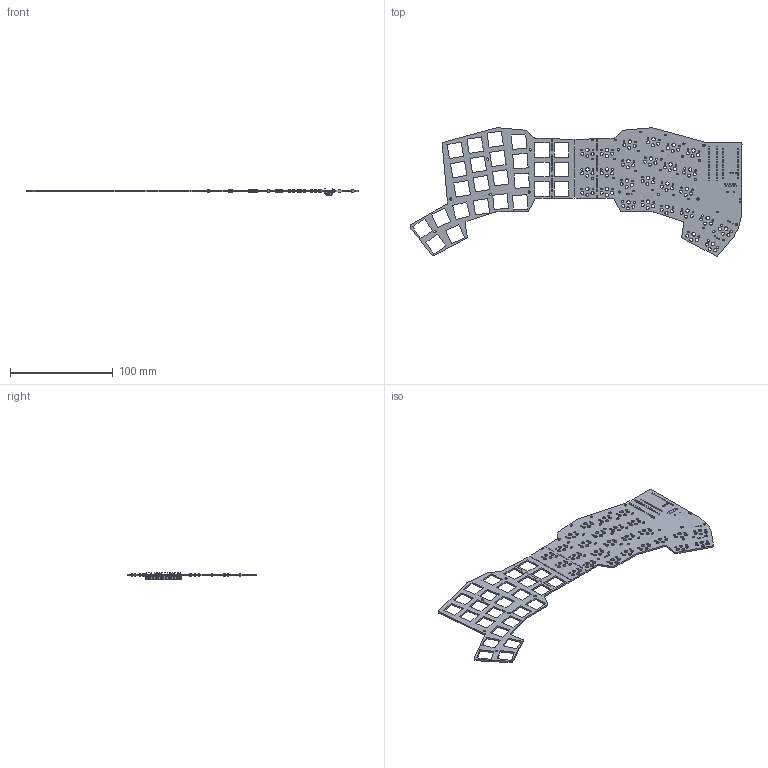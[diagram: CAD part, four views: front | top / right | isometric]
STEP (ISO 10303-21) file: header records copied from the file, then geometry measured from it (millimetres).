
FILE_DESCRIPTION(('KiCad electronic assembly'),'2;1');
FILE_NAME('voltacity_26x2.step','2024-07-12T16:44:45',('Pcbnew'),( 'Kicad'),'Open CASCADE STEP processor 7.8','KiCad to STEP converter' ,'Unknown');
FILE_SCHEMA(('AUTOMOTIVE_DESIGN { 1 0 10303 214 1 1 1 1 }'));
Length unit declared in the file: millimetre
Products named in the file (6): voltacity_26x2 1; D_0805_2012Metric; D_0805; DIP-28_W7.62mm; voltacity_26x2_PCB
Assembly tree (56 placements, depth 3):
  voltacity_26x2 1
    D_0805_2012Metric  x52
      D_0805
    DIP-28_W7.62mm
      DIP-28_W7.62mm
    voltacity_26x2_PCB
Bounding box: 323.11 x 125.1 x 6.98 mm (x, y, z)
Volume: 29441.3 mm3; surface area: 44156.2 mm2
Topology: 54 solids, 54 shells, 3041 faces, 8521 edges, 5640 vertices
Faces by surface type: plane 1896, cylinder 1105, bspline 40
Full cylindrical faces by diameter (mm): 0.762 x10, 0.8 x28, 0.85 x2, 1 x9, 1.092 x27, 1.3 x2, 1.7 x44, 2.2 x12, 3 x77, 3.4 x25
Entity records: 39874 total; most frequent: CARTESIAN_POINT 6582, ORIENTED_EDGE 6026, DIRECTION 5900, EDGE_CURVE 3013, LINE 2210, VECTOR 2210, VERTEX_POINT 1968, AXIS2_PLACEMENT_3D 1845
